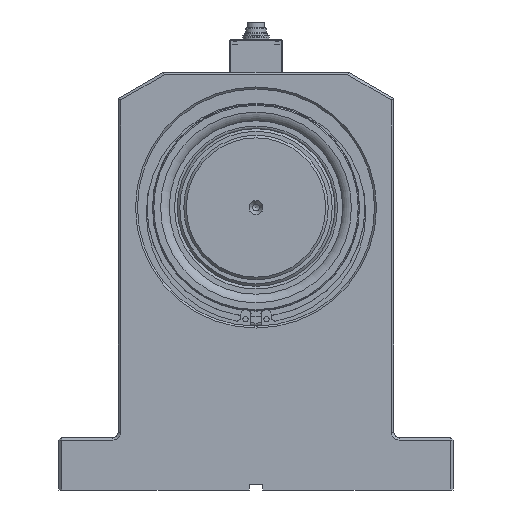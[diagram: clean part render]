
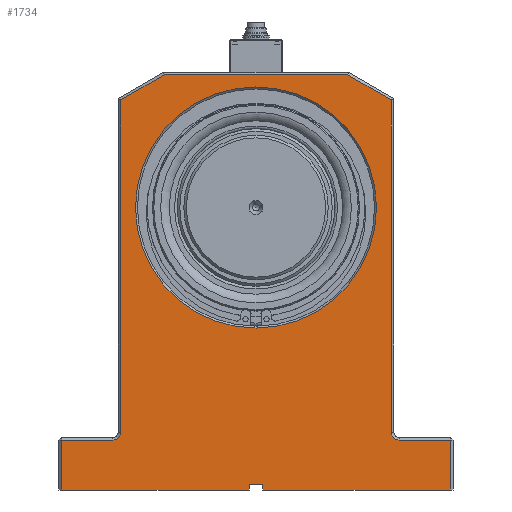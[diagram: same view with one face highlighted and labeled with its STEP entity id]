
A CAD part, left-side view. The second image highlights one B-rep face of the part: STEP entity #1734.
In plain terms, the highlighted planar face has unit normal (-1, 0, 0).
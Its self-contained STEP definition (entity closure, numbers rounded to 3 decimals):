
#1734 = ADVANCED_FACE( '', ( #3450, #3451 ), #3452, .F. );
#3450 = FACE_BOUND( '', #5047, .T. );
#3451 = FACE_OUTER_BOUND( '', #5048, .T. );
#3452 = PLANE( '', #5049 );
#5047 = EDGE_LOOP( '', ( #8053 ) );
#5048 = EDGE_LOOP( '', ( #8054, #8055, #8056, #8057, #8058, #8059, #8060, #8061, #8062, #8063, #8064, #8065, #8066, #8067, #8068, #8069 ) );
#5049 = AXIS2_PLACEMENT_3D( '', #8070, #8071, #8072 );
#8053 = ORIENTED_EDGE( '', *, *, #8839, .T. );
#8054 = ORIENTED_EDGE( '', *, *, #8650, .T. );
#8055 = ORIENTED_EDGE( '', *, *, #8144, .T. );
#8056 = ORIENTED_EDGE( '', *, *, #8216, .F. );
#8057 = ORIENTED_EDGE( '', *, *, #8626, .T. );
#8058 = ORIENTED_EDGE( '', *, *, #8901, .T. );
#8059 = ORIENTED_EDGE( '', *, *, #8339, .T. );
#8060 = ORIENTED_EDGE( '', *, *, #8452, .F. );
#8061 = ORIENTED_EDGE( '', *, *, #8494, .T. );
#8062 = ORIENTED_EDGE( '', *, *, #8753, .T. );
#8063 = ORIENTED_EDGE( '', *, *, #8270, .T. );
#8064 = ORIENTED_EDGE( '', *, *, #8878, .T. );
#8065 = ORIENTED_EDGE( '', *, *, #8393, .T. );
#8066 = ORIENTED_EDGE( '', *, *, #8612, .T. );
#8067 = ORIENTED_EDGE( '', *, *, #8365, .T. );
#8068 = ORIENTED_EDGE( '', *, *, #8576, .T. );
#8069 = ORIENTED_EDGE( '', *, *, #8841, .T. );
#8070 = CARTESIAN_POINT( '', ( 0., -105., 298. ) );
#8071 = DIRECTION( '', ( 1., 0., 0. ) );
#8072 = DIRECTION( '', ( 0., 1., 0. ) );
#8144 = EDGE_CURVE( '', #9284, #9281, #9285, .T. );
#8216 = EDGE_CURVE( '', #9408, #9281, #9409, .T. );
#8270 = EDGE_CURVE( '', #9493, #9498, #9500, .T. );
#8339 = EDGE_CURVE( '', #9608, #9613, #9615, .T. );
#8365 = EDGE_CURVE( '', #9652, #9657, #9659, .T. );
#8393 = EDGE_CURVE( '', #9698, #9703, #9705, .T. );
#8452 = EDGE_CURVE( '', #9803, #9613, #9805, .T. );
#8494 = EDGE_CURVE( '', #9803, #9869, #9871, .T. );
#8576 = EDGE_CURVE( '', #9657, #9997, #9999, .T. );
#8612 = EDGE_CURVE( '', #9703, #9652, #10052, .T. );
#8626 = EDGE_CURVE( '', #9408, #10069, #10071, .T. );
#8650 = EDGE_CURVE( '', #10102, #9284, #10105, .T. );
#8753 = EDGE_CURVE( '', #9869, #9493, #10252, .T. );
#8839 = EDGE_CURVE( '', #10375, #10375, #10376, .T. );
#8841 = EDGE_CURVE( '', #9997, #10102, #10378, .T. );
#8878 = EDGE_CURVE( '', #9498, #9698, #10428, .T. );
#8901 = EDGE_CURVE( '', #10069, #9608, #10456, .T. );
#9281 = VERTEX_POINT( '', #10925 );
#9284 = VERTEX_POINT( '', #10929 );
#9285 = LINE( '', #10930, #10931 );
#9408 = VERTEX_POINT( '', #11093 );
#9409 = LINE( '', #11094, #11095 );
#9493 = VERTEX_POINT( '', #11200 );
#9498 = VERTEX_POINT( '', #11206 );
#9500 = CIRCLE( '', #11209, 6. );
#9608 = VERTEX_POINT( '', #11340 );
#9613 = VERTEX_POINT( '', #11347 );
#9615 = LINE( '', #11350, #11351 );
#9652 = VERTEX_POINT( '', #11408 );
#9657 = VERTEX_POINT( '', #11415 );
#9659 = LINE( '', #11418, #11419 );
#9698 = VERTEX_POINT( '', #11467 );
#9703 = VERTEX_POINT( '', #11474 );
#9705 = LINE( '', #11477, #11478 );
#9803 = VERTEX_POINT( '', #11596 );
#9805 = LINE( '', #11599, #11600 );
#9869 = VERTEX_POINT( '', #11670 );
#9871 = LINE( '', #11673, #11674 );
#9997 = VERTEX_POINT( '', #11844 );
#9999 = LINE( '', #11847, #11848 );
#10052 = LINE( '', #11914, #11915 );
#10069 = VERTEX_POINT( '', #11935 );
#10071 = LINE( '', #11938, #11939 );
#10102 = VERTEX_POINT( '', #11981 );
#10105 = LINE( '', #11986, #11987 );
#10252 = LINE( '', #12199, #12200 );
#10375 = VERTEX_POINT( '', #12346 );
#10376 = CIRCLE( '', #12347, 91.75 );
#10378 = CIRCLE( '', #12349, 6. );
#10428 = LINE( '', #12403, #12404 );
#10456 = LINE( '', #12434, #12435 );
#10925 = CARTESIAN_POINT( '', ( 0., 148., 0. ) );
#10929 = CARTESIAN_POINT( '', ( 0., 148., 38. ) );
#10930 = CARTESIAN_POINT( '', ( 0., 148., 298. ) );
#10931 = VECTOR( '', #12914, 1000. );
#11093 = CARTESIAN_POINT( '', ( 0., 5., 0. ) );
#11094 = CARTESIAN_POINT( '', ( 0., -150., 0. ) );
#11095 = VECTOR( '', #13018, 1000. );
#11200 = CARTESIAN_POINT( '', ( 0., -109., 38. ) );
#11206 = CARTESIAN_POINT( '', ( 0., -103., 44. ) );
#11209 = AXIS2_PLACEMENT_3D( '', #13093, #13094, #13095 );
#11340 = CARTESIAN_POINT( '', ( 0., -5., 4.1 ) );
#11347 = CARTESIAN_POINT( '', ( 0., -5., 0. ) );
#11350 = CARTESIAN_POINT( '', ( 0., -5., 298. ) );
#11351 = VECTOR( '', #13201, 1000. );
#11408 = CARTESIAN_POINT( '', ( 0., 69.823, 316. ) );
#11415 = CARTESIAN_POINT( '', ( 0., 103., 296.845 ) );
#11418 = CARTESIAN_POINT( '', ( 0., -53.5, 387.201 ) );
#11419 = VECTOR( '', #13230, 1000. );
#11467 = CARTESIAN_POINT( '', ( 0., -103., 296.845 ) );
#11474 = CARTESIAN_POINT( '', ( 0., -69.823, 316. ) );
#11477 = CARTESIAN_POINT( '', ( 0., -104., 296.268 ) );
#11478 = VECTOR( '', #13267, 1000. );
#11596 = CARTESIAN_POINT( '', ( 0., -148., 0. ) );
#11599 = CARTESIAN_POINT( '', ( 0., -150., 0. ) );
#11600 = VECTOR( '', #13366, 1000. );
#11670 = CARTESIAN_POINT( '', ( 0., -148., 38. ) );
#11673 = CARTESIAN_POINT( '', ( 0., -148., 298. ) );
#11674 = VECTOR( '', #13440, 1000. );
#11844 = CARTESIAN_POINT( '', ( 0., 103., 44. ) );
#11847 = CARTESIAN_POINT( '', ( 0., 103., 298. ) );
#11848 = VECTOR( '', #13531, 1000. );
#11914 = CARTESIAN_POINT( '', ( 0., -105., 316. ) );
#11915 = VECTOR( '', #13575, 1000. );
#11935 = CARTESIAN_POINT( '', ( 0., 5., 4.1 ) );
#11938 = CARTESIAN_POINT( '', ( 0., 5., 298. ) );
#11939 = VECTOR( '', #13592, 1000. );
#11981 = CARTESIAN_POINT( '', ( 0., 109., 38. ) );
#11986 = CARTESIAN_POINT( '', ( 0., -105., 38. ) );
#11987 = VECTOR( '', #13619, 1000. );
#12199 = CARTESIAN_POINT( '', ( 0., -105., 38. ) );
#12200 = VECTOR( '', #13747, 1000. );
#12346 = CARTESIAN_POINT( '', ( 0., 91.75, 215. ) );
#12347 = AXIS2_PLACEMENT_3D( '', #13859, #13860, #13861 );
#12349 = AXIS2_PLACEMENT_3D( '', #13862, #13863, #13864 );
#12403 = CARTESIAN_POINT( '', ( 0., -103., 298. ) );
#12404 = VECTOR( '', #13914, 1000. );
#12434 = CARTESIAN_POINT( '', ( 0., -105., 4.1 ) );
#12435 = VECTOR( '', #13941, 1000. );
#12914 = DIRECTION( '', ( 0., 0., -1. ) );
#13018 = DIRECTION( '', ( 0., 1., 0. ) );
#13093 = CARTESIAN_POINT( '', ( 0., -109., 44. ) );
#13094 = DIRECTION( '', ( 1., 0., 0. ) );
#13095 = DIRECTION( '', ( 0., 1., 0. ) );
#13201 = DIRECTION( '', ( 0., 0., -1. ) );
#13230 = DIRECTION( '', ( 0., 0.866, -0.5 ) );
#13267 = DIRECTION( '', ( 0., 0.866, 0.5 ) );
#13366 = DIRECTION( '', ( 0., 1., 0. ) );
#13440 = DIRECTION( '', ( 0., 0., 1. ) );
#13531 = DIRECTION( '', ( 0., 0., -1. ) );
#13575 = DIRECTION( '', ( 0., 1., 0. ) );
#13592 = DIRECTION( '', ( 0., 0., 1. ) );
#13619 = DIRECTION( '', ( 0., 1., 0. ) );
#13747 = DIRECTION( '', ( 0., 1., 0. ) );
#13859 = CARTESIAN_POINT( '', ( 0., 0., 215. ) );
#13860 = DIRECTION( '', ( 1., 0., 0. ) );
#13861 = DIRECTION( '', ( 0., 1., 0. ) );
#13862 = CARTESIAN_POINT( '', ( 0., 109., 44. ) );
#13863 = DIRECTION( '', ( 1., 0., 0. ) );
#13864 = DIRECTION( '', ( 0., 1., 0. ) );
#13914 = DIRECTION( '', ( 0., 0., 1. ) );
#13941 = DIRECTION( '', ( 0., -1., 0. ) );
